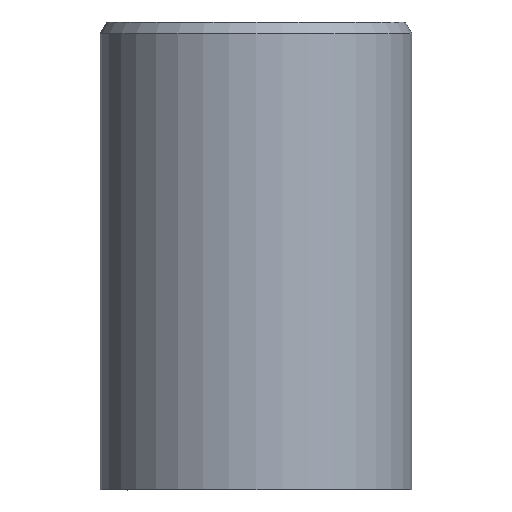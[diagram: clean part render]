
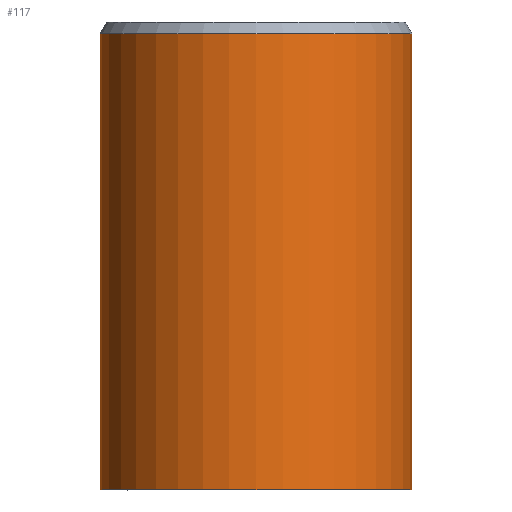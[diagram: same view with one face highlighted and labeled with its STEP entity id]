
A CAD part, front view. The second image highlights one B-rep face of the part: STEP entity #117.
In plain terms, the highlighted cylindrical face has radius 4 mm (diameter 8 mm), a full revolution.
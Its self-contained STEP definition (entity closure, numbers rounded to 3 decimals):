
#16=CYLINDRICAL_SURFACE('',#153,4.);
#20=LINE('',#220,#26);
#26=VECTOR('',#185,4.);
#39=FACE_OUTER_BOUND('',#48,.T.);
#48=EDGE_LOOP('',(#97,#98,#99,#100));
#56=CIRCLE('',#150,4.);
#58=CIRCLE('',#154,4.);
#64=VERTEX_POINT('',#211);
#66=VERTEX_POINT('',#219);
#73=EDGE_CURVE('',#64,#64,#56,.T.);
#77=EDGE_CURVE('',#64,#66,#20,.T.);
#78=EDGE_CURVE('',#66,#66,#58,.T.);
#97=ORIENTED_EDGE('',*,*,#73,.T.);
#98=ORIENTED_EDGE('',*,*,#77,.T.);
#99=ORIENTED_EDGE('',*,*,#78,.F.);
#100=ORIENTED_EDGE('',*,*,#77,.F.);
#117=ADVANCED_FACE('',(#39),#16,.T.);
#150=AXIS2_PLACEMENT_3D('',#212,#175,#176);
#153=AXIS2_PLACEMENT_3D('',#218,#183,#184);
#154=AXIS2_PLACEMENT_3D('',#221,#186,#187);
#175=DIRECTION('center_axis',(0.,0.,1.));
#176=DIRECTION('ref_axis',(1.,0.,0.));
#183=DIRECTION('center_axis',(0.,0.,-1.));
#184=DIRECTION('ref_axis',(1.,0.,0.));
#185=DIRECTION('',(0.,0.,1.));
#186=DIRECTION('center_axis',(0.,0.,1.));
#187=DIRECTION('ref_axis',(1.,0.,0.));
#211=CARTESIAN_POINT('',(-4.,0.,0.01));
#212=CARTESIAN_POINT('Origin',(0.,0.,0.01));
#218=CARTESIAN_POINT('Origin',(0.,0.,0.));
#219=CARTESIAN_POINT('',(-4.,0.,11.7));
#220=CARTESIAN_POINT('',(-4.,0.,0.));
#221=CARTESIAN_POINT('Origin',(0.,0.,11.7));
